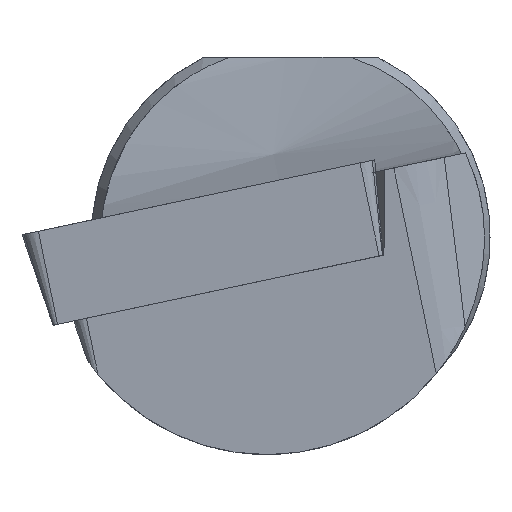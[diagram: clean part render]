
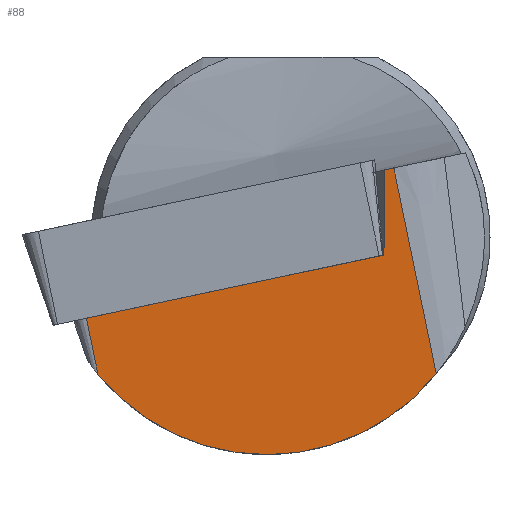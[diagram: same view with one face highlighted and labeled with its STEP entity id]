
A CAD part, left-side view. The second image highlights one B-rep face of the part: STEP entity #88.
In plain terms, the highlighted planar face has unit normal (-0.991, -0.075, -0.109).
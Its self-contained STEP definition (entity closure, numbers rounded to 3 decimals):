
#88=ADVANCED_FACE('',(#136),#120,.T.);
#120=PLANE('',#598);
#136=FACE_OUTER_BOUND('',#167,.T.);
#167=EDGE_LOOP('',(#231,#232,#233,#234,#235,#236));
#219=ELLIPSE('',#597,5.498,5.45);
#231=ORIENTED_EDGE('',*,*,#444,.F.);
#232=ORIENTED_EDGE('',*,*,#445,.F.);
#233=ORIENTED_EDGE('',*,*,#446,.T.);
#234=ORIENTED_EDGE('',*,*,#447,.T.);
#235=ORIENTED_EDGE('',*,*,#448,.F.);
#236=ORIENTED_EDGE('',*,*,#449,.F.);
#391=VERTEX_POINT('',#819);
#392=VERTEX_POINT('',#820);
#393=VERTEX_POINT('',#822);
#394=VERTEX_POINT('',#824);
#395=VERTEX_POINT('',#826);
#396=VERTEX_POINT('',#828);
#444=EDGE_CURVE('',#391,#392,#521,.T.);
#445=EDGE_CURVE('',#393,#391,#522,.T.);
#446=EDGE_CURVE('',#393,#394,#523,.T.);
#447=EDGE_CURVE('',#394,#395,#219,.T.);
#448=EDGE_CURVE('',#396,#395,#524,.T.);
#449=EDGE_CURVE('',#392,#396,#525,.T.);
#521=LINE('',#818,#559);
#522=LINE('',#821,#560);
#523=LINE('',#823,#561);
#524=LINE('',#827,#562);
#525=LINE('',#829,#563);
#559=VECTOR('',#661,1.);
#560=VECTOR('',#662,1.);
#561=VECTOR('',#663,1.);
#562=VECTOR('',#666,1.);
#563=VECTOR('',#667,1.);
#597=AXIS2_PLACEMENT_3D('',#825,#664,#665);
#598=AXIS2_PLACEMENT_3D('',#830,#668,#669);
#661=DIRECTION('',(-0.109,-0.006,0.994));
#662=DIRECTION('',(0.051,-0.977,0.208));
#663=DIRECTION('',(0.122,-0.2,-0.972));
#664=DIRECTION('',(-0.991,-0.075,-0.109));
#665=DIRECTION('',(0.132,-0.563,-0.816));
#666=DIRECTION('',(0.122,-0.2,-0.972));
#667=DIRECTION('',(0.051,-0.977,0.208));
#668=DIRECTION('',(-0.991,-0.075,-0.109));
#669=DIRECTION('',(-0.109,0.,0.994));
#818=CARTESIAN_POINT('',(0.953,-2.327,-1.341));
#819=CARTESIAN_POINT('',(0.856,-2.332,-0.45));
#820=CARTESIAN_POINT('',(0.623,-2.344,1.679));
#821=CARTESIAN_POINT('',(0.052,13.005,-3.71));
#822=CARTESIAN_POINT('',(0.465,5.121,-2.034));
#823=CARTESIAN_POINT('',(0.173,5.601,0.297));
#824=CARTESIAN_POINT('',(0.641,4.832,-3.434));
#825=CARTESIAN_POINT('',(0.585,0.6,0.));
#826=CARTESIAN_POINT('',(1.281,-3.641,-3.423));
#827=CARTESIAN_POINT('',(0.599,-2.519,2.023));
#828=CARTESIAN_POINT('',(0.636,-2.58,1.73));
#829=CARTESIAN_POINT('',(-0.203,13.425,-1.672));
#830=CARTESIAN_POINT('',(-0.24,13.486,-1.379));
